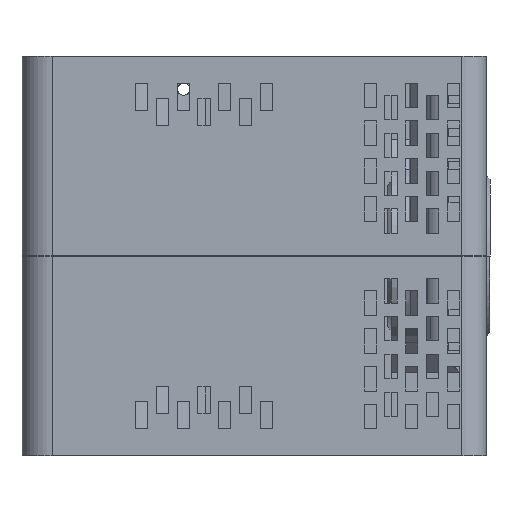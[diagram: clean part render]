
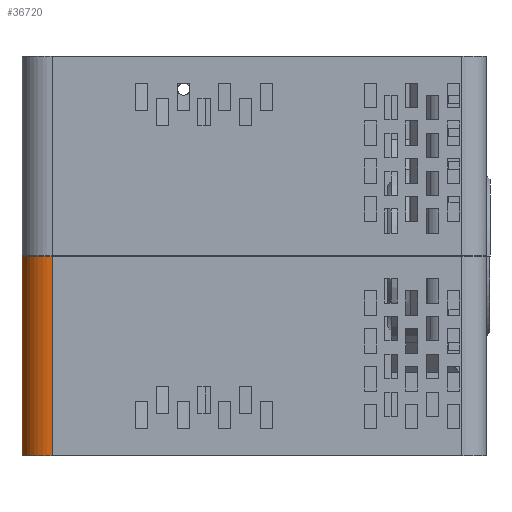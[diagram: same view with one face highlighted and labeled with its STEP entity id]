
A CAD part, left-side view. The second image highlights one B-rep face of the part: STEP entity #36720.
In plain terms, the highlighted cylindrical face has radius 5 mm (diameter 10 mm), a partial arc.
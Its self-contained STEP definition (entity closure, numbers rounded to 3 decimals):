
#3501=LINE('',#53735,#8220);
#3657=LINE('',#54084,#8376);
#8220=VECTOR('',#42188,32.7);
#8376=VECTOR('',#42462,32.7);
#11581=CYLINDRICAL_SURFACE('',#38674,5.);
#11823=FACE_OUTER_BOUND('',#13912,.T.);
#13912=EDGE_LOOP('',(#27729,#27730,#27731,#27732));
#15906=CIRCLE('',#38592,5.);
#15915=CIRCLE('',#38603,5.);
#17556=VERTEX_POINT('',#51933);
#17557=VERTEX_POINT('',#51935);
#17734=VERTEX_POINT('',#53358);
#17735=VERTEX_POINT('',#53360);
#21288=EDGE_CURVE('',#17556,#17557,#15906,.T.);
#21471=EDGE_CURVE('',#17735,#17734,#15915,.T.);
#21659=EDGE_CURVE('',#17556,#17735,#3501,.T.);
#21830=EDGE_CURVE('',#17557,#17734,#3657,.T.);
#27729=ORIENTED_EDGE('',*,*,#21288,.F.);
#27730=ORIENTED_EDGE('',*,*,#21659,.T.);
#27731=ORIENTED_EDGE('',*,*,#21471,.T.);
#27732=ORIENTED_EDGE('',*,*,#21830,.F.);
#36720=ADVANCED_FACE('',(#11823),#11581,.T.);
#38592=AXIS2_PLACEMENT_3D('',#51936,#41861,#41862);
#38603=AXIS2_PLACEMENT_3D('',#53361,#41980,#41981);
#38674=AXIS2_PLACEMENT_3D('',#54083,#42460,#42461);
#41861=DIRECTION('center_axis',(0.,0.,-1.));
#41862=DIRECTION('ref_axis',(-1.,0.,0.));
#41980=DIRECTION('center_axis',(0.,0.,-1.));
#41981=DIRECTION('ref_axis',(-1.,0.,0.));
#42188=DIRECTION('',(0.,0.,1.));
#42460=DIRECTION('center_axis',(0.,0.,1.));
#42461=DIRECTION('ref_axis',(-1.,0.,0.));
#42462=DIRECTION('',(0.,0.,1.));
#51933=CARTESIAN_POINT('',(-49.188,71.,-32.745));
#51935=CARTESIAN_POINT('',(-39.839,73.467,-32.745));
#51936=CARTESIAN_POINT('Origin',(-44.188,71.,-32.745));
#53358=CARTESIAN_POINT('',(-39.839,73.467,-0.045));
#53360=CARTESIAN_POINT('',(-49.188,71.,-0.045));
#53361=CARTESIAN_POINT('Origin',(-44.188,71.,-0.045));
#53735=CARTESIAN_POINT('',(-49.188,71.,-32.745));
#54083=CARTESIAN_POINT('Origin',(-44.188,71.,-32.745));
#54084=CARTESIAN_POINT('',(-39.839,73.467,-32.745));
